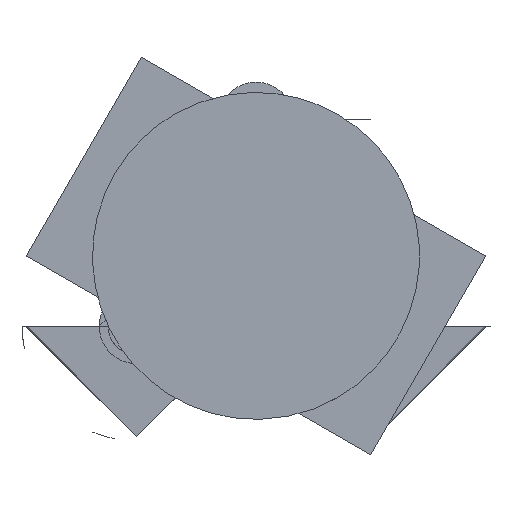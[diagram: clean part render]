
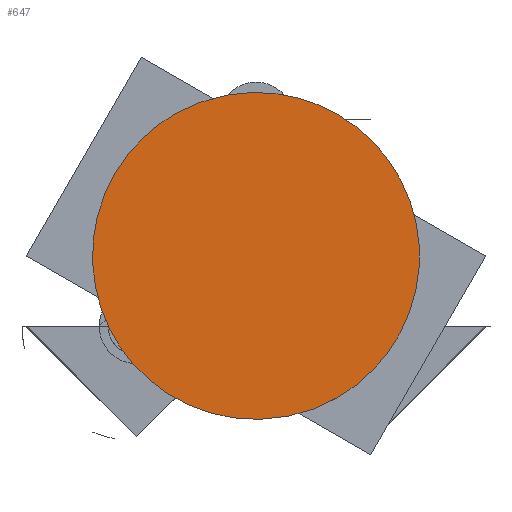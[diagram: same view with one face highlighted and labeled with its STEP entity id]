
A CAD part, top view. The second image highlights one B-rep face of the part: STEP entity #647.
In plain terms, the highlighted planar face has unit normal (0, 0, -1).
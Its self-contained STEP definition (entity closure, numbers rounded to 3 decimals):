
#647=ADVANCED_FACE($,(#920),#3691,.T.);
#920=FACE_OUTER_BOUND($,#1193,.T.);
#1193=EDGE_LOOP($,(#1493,#1494));
#1493=ORIENTED_EDGE($,*,*,#2571,.T.);
#1494=ORIENTED_EDGE($,*,*,#2575,.T.);
#2571=EDGE_CURVE($,#3130,#3132,#3842,.T.);
#2575=EDGE_CURVE($,#3132,#3130,#3844,.T.);
#3130=VERTEX_POINT($,#4655);
#3132=VERTEX_POINT($,#4657);
#3691=PLANE($,#4425);
#3842=(
BOUNDED_CURVE()
B_SPLINE_CURVE(2,(#4602,#4603,#4604,#4605,#4606,#4607,#4608),.UNSPECIFIED.,
.F.,.F.)
B_SPLINE_CURVE_WITH_KNOTS((3,2,2,3),(447.677,596.903,746.128,
895.354),.UNSPECIFIED.)
CURVE()
GEOMETRIC_REPRESENTATION_ITEM()
RATIONAL_B_SPLINE_CURVE((1.,0.866,1.,0.866,1.,0.866,
1.))
REPRESENTATION_ITEM($)
);
#3844=(
BOUNDED_CURVE()
B_SPLINE_CURVE(2,(#4620,#4621,#4622,#4623,#4624),.UNSPECIFIED.,.F.,.F.)
B_SPLINE_CURVE_WITH_KNOTS((3,2,3),(895.354,1119.192,1343.031),
.UNSPECIFIED.)
CURVE()
GEOMETRIC_REPRESENTATION_ITEM()
RATIONAL_B_SPLINE_CURVE((1.,0.707,1.,0.707,1.))
REPRESENTATION_ITEM($)
);
#4425=AXIS2_PLACEMENT_3D($,#4630,#4493,$);
#4493=DIRECTION($,(0.,0.,-1.));
#4602=CARTESIAN_POINT($,(-418.008,123.61,67.));
#4603=CARTESIAN_POINT($,(-346.758,164.746,67.));
#4604=CARTESIAN_POINT($,(-275.508,123.61,67.));
#4605=CARTESIAN_POINT($,(-204.258,82.473,67.));
#4606=CARTESIAN_POINT($,(-204.258,0.201,67.));
#4607=CARTESIAN_POINT($,(-204.258,-82.072,67.));
#4608=CARTESIAN_POINT($,(-275.508,-123.208,67.));
#4620=CARTESIAN_POINT($,(-275.508,-123.208,67.));
#4621=CARTESIAN_POINT($,(-398.917,-194.458,67.));
#4622=CARTESIAN_POINT($,(-470.167,-71.049,67.));
#4623=CARTESIAN_POINT($,(-541.417,52.36,67.));
#4624=CARTESIAN_POINT($,(-418.008,123.61,67.));
#4630=CARTESIAN_POINT($,(-492.108,145.551,67.));
#4655=CARTESIAN_POINT($,(-418.008,123.61,67.));
#4657=CARTESIAN_POINT($,(-275.508,-123.208,67.));
